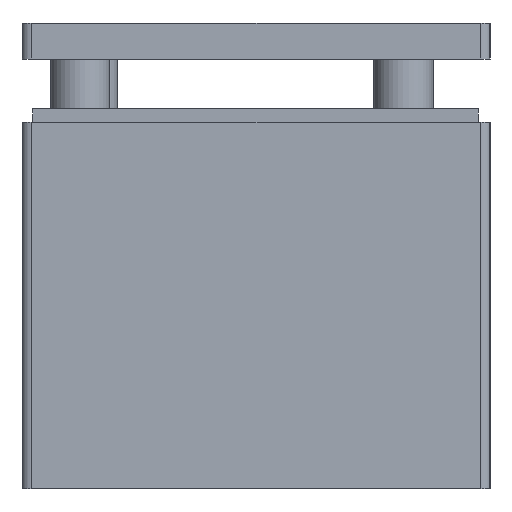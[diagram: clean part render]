
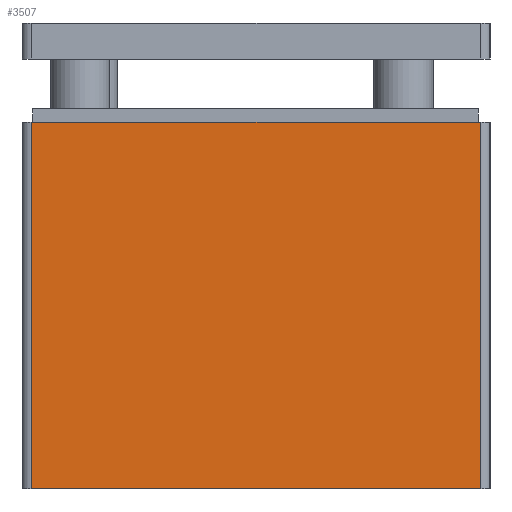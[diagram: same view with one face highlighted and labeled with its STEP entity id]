
A CAD part, left-side view. The second image highlights one B-rep face of the part: STEP entity #3507.
In plain terms, the highlighted planar face has unit normal (-1, 0, 0).
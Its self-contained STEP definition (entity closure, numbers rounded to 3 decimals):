
#3435 = EDGE_CURVE('',#3436,#3438,#3440,.T.);
#3436 = VERTEX_POINT('',#3437);
#3437 = CARTESIAN_POINT('',(0.,38.4,0.));
#3438 = VERTEX_POINT('',#3439);
#3439 = CARTESIAN_POINT('',(0.,0.8,0.));
#3440 = LINE('',#3441,#3442);
#3441 = CARTESIAN_POINT('',(0.,39.2,0.));
#3442 = VECTOR('',#3443,1.);
#3443 = DIRECTION('',(0.,-1.,0.));
#3507 = ADVANCED_FACE('',(#3508),#3533,.F.);
#3508 = FACE_BOUND('',#3509,.F.);
#3509 = EDGE_LOOP('',(#3510,#3511,#3519,#3527));
#3510 = ORIENTED_EDGE('',*,*,#3435,.F.);
#3511 = ORIENTED_EDGE('',*,*,#3512,.T.);
#3512 = EDGE_CURVE('',#3436,#3513,#3515,.T.);
#3513 = VERTEX_POINT('',#3514);
#3514 = CARTESIAN_POINT('',(0.,38.4,30.7));
#3515 = LINE('',#3516,#3517);
#3516 = CARTESIAN_POINT('',(0.,38.4,0.));
#3517 = VECTOR('',#3518,1.);
#3518 = DIRECTION('',(0.,0.,1.));
#3519 = ORIENTED_EDGE('',*,*,#3520,.T.);
#3520 = EDGE_CURVE('',#3513,#3521,#3523,.T.);
#3521 = VERTEX_POINT('',#3522);
#3522 = CARTESIAN_POINT('',(0.,0.8,30.7));
#3523 = LINE('',#3524,#3525);
#3524 = CARTESIAN_POINT('',(0.,39.2,30.7));
#3525 = VECTOR('',#3526,1.);
#3526 = DIRECTION('',(0.,-1.,0.));
#3527 = ORIENTED_EDGE('',*,*,#3528,.F.);
#3528 = EDGE_CURVE('',#3438,#3521,#3529,.T.);
#3529 = LINE('',#3530,#3531);
#3530 = CARTESIAN_POINT('',(0.,0.8,0.));
#3531 = VECTOR('',#3532,1.);
#3532 = DIRECTION('',(0.,0.,1.));
#3533 = PLANE('',#3534);
#3534 = AXIS2_PLACEMENT_3D('',#3535,#3536,#3537);
#3535 = CARTESIAN_POINT('',(0.,39.2,0.));
#3536 = DIRECTION('',(1.,0.,0.));
#3537 = DIRECTION('',(0.,-1.,0.));
